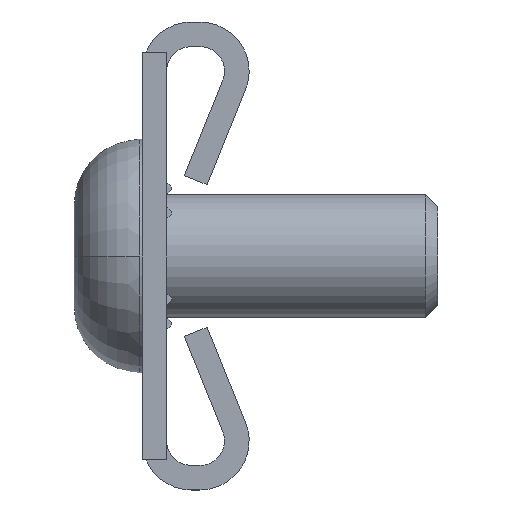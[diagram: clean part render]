
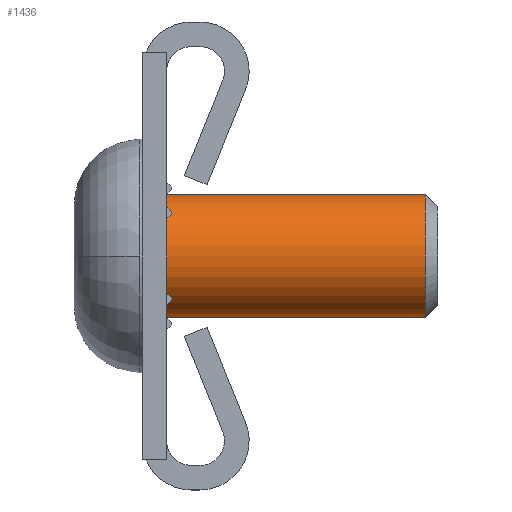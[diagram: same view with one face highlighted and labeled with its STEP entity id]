
A CAD part, left-side view. The second image highlights one B-rep face of the part: STEP entity #1436.
In plain terms, the highlighted cylindrical face has radius 2.5 mm (diameter 5 mm), a partial arc.
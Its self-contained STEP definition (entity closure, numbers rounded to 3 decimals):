
#49 = LINE ( 'NONE', #2378, #2585 ) ;
#131 = CIRCLE ( 'NONE', #539, 2.5 ) ;
#139 = AXIS2_PLACEMENT_3D ( 'NONE', #1723, #501, #515 ) ;
#151 = EDGE_CURVE ( 'NONE', #364, #1340, #2866, .T. ) ;
#272 = EDGE_LOOP ( 'NONE', ( #1054, #2643, #734, #1171 ) ) ;
#296 = CARTESIAN_POINT ( 'NONE',  ( 0., -11.5, -2.5 ) ) ;
#364 = VERTEX_POINT ( 'NONE', #3036 ) ;
#368 = CARTESIAN_POINT ( 'NONE',  ( 0., -11.5, 2.5 ) ) ;
#501 = DIRECTION ( 'NONE',  ( 0., 1., 0. ) ) ;
#515 = DIRECTION ( 'NONE',  ( 0., 0., -1. ) ) ;
#539 = AXIS2_PLACEMENT_3D ( 'NONE', #3001, #829, #1095 ) ;
#671 = VERTEX_POINT ( 'NONE', #1663 ) ;
#734 = ORIENTED_EDGE ( 'NONE', *, *, #1744, .T. ) ;
#829 = DIRECTION ( 'NONE',  ( 0., -1., 0. ) ) ;
#1054 = ORIENTED_EDGE ( 'NONE', *, *, #151, .F. ) ;
#1095 = DIRECTION ( 'NONE',  ( 0., 0., -1. ) ) ;
#1112 = DIRECTION ( 'NONE',  ( 0., -1., 0. ) ) ;
#1138 = DIRECTION ( 'NONE',  ( 0., -1., 0. ) ) ;
#1171 = ORIENTED_EDGE ( 'NONE', *, *, #2936, .T. ) ;
#1340 = VERTEX_POINT ( 'NONE', #368 ) ;
#1371 = DIRECTION ( 'NONE',  ( 0., 0., -1. ) ) ;
#1436 = ADVANCED_FACE ( 'NONE', ( #2633 ), #2098, .T. ) ;
#1655 = EDGE_CURVE ( 'NONE', #364, #671, #131, .T. ) ;
#1663 = CARTESIAN_POINT ( 'NONE',  ( 0., 0., -2.5 ) ) ;
#1723 = CARTESIAN_POINT ( 'NONE',  ( 0., -11.5, 0. ) ) ;
#1744 = EDGE_CURVE ( 'NONE', #671, #2884, #49, .T. ) ;
#1839 = CARTESIAN_POINT ( 'NONE',  ( 0., -12., 2.5 ) ) ;
#2098 = CYLINDRICAL_SURFACE ( 'NONE', #3073, 2.5 ) ;
#2378 = CARTESIAN_POINT ( 'NONE',  ( 0., -12., -2.5 ) ) ;
#2419 = VECTOR ( 'NONE', #2588, 1000. ) ;
#2585 = VECTOR ( 'NONE', #1138, 1000. ) ;
#2588 = DIRECTION ( 'NONE',  ( 0., -1., 0. ) ) ;
#2616 = CARTESIAN_POINT ( 'NONE',  ( 0., -12., 0. ) ) ;
#2633 = FACE_OUTER_BOUND ( 'NONE', #272, .T. ) ;
#2643 = ORIENTED_EDGE ( 'NONE', *, *, #1655, .T. ) ;
#2866 = LINE ( 'NONE', #1839, #2419 ) ;
#2884 = VERTEX_POINT ( 'NONE', #296 ) ;
#2934 = CIRCLE ( 'NONE', #139, 2.5 ) ;
#2936 = EDGE_CURVE ( 'NONE', #2884, #1340, #2934, .T. ) ;
#3001 = CARTESIAN_POINT ( 'NONE',  ( 0., 0., 0. ) ) ;
#3036 = CARTESIAN_POINT ( 'NONE',  ( 0., 0., 2.5 ) ) ;
#3073 = AXIS2_PLACEMENT_3D ( 'NONE', #2616, #1112, #1371 ) ;
